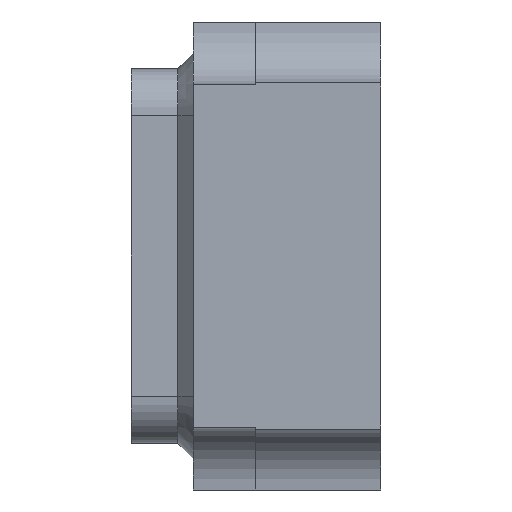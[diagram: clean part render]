
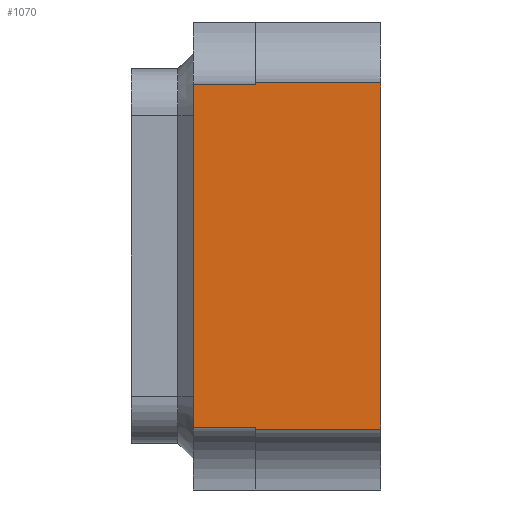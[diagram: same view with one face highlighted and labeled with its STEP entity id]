
A CAD part, left-side view. The second image highlights one B-rep face of the part: STEP entity #1070.
In plain terms, the highlighted planar face has unit normal (-1, 0, 0).
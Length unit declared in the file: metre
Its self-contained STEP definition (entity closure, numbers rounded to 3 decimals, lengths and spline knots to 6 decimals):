
#321=ORIENTED_EDGE('',*,*,#511,.F.);
#322=ORIENTED_EDGE('',*,*,#533,.T.);
#323=ORIENTED_EDGE('',*,*,#526,.T.);
#324=ORIENTED_EDGE('',*,*,#500,.F.);
#325=ORIENTED_EDGE('',*,*,#504,.F.);
#326=ORIENTED_EDGE('',*,*,#529,.T.);
#327=ORIENTED_EDGE('',*,*,#545,.F.);
#328=ORIENTED_EDGE('',*,*,#539,.F.);
#329=ORIENTED_EDGE('',*,*,#546,.T.);
#330=ORIENTED_EDGE('',*,*,#530,.T.);
#331=ORIENTED_EDGE('',*,*,#502,.T.);
#332=ORIENTED_EDGE('',*,*,#489,.F.);
#489=EDGE_CURVE('',#614,#615,#713,.T.);
#500=EDGE_CURVE('',#625,#611,#720,.T.);
#502=EDGE_CURVE('',#627,#615,#722,.T.);
#504=EDGE_CURVE('',#628,#625,#723,.T.);
#511=EDGE_CURVE('',#632,#614,#728,.T.);
#526=EDGE_CURVE('',#640,#611,#740,.T.);
#529=EDGE_CURVE('',#628,#642,#742,.T.);
#530=EDGE_CURVE('',#643,#627,#743,.T.);
#533=EDGE_CURVE('',#632,#640,#745,.T.);
#539=EDGE_CURVE('',#650,#651,#748,.T.);
#545=EDGE_CURVE('',#651,#642,#753,.T.);
#546=EDGE_CURVE('',#650,#643,#754,.T.);
#611=VERTEX_POINT('',#1763);
#614=VERTEX_POINT('',#1768);
#615=VERTEX_POINT('',#1770);
#625=VERTEX_POINT('',#1790);
#627=VERTEX_POINT('',#1796);
#628=VERTEX_POINT('',#1800);
#632=VERTEX_POINT('',#1812);
#640=VERTEX_POINT('',#1842);
#642=VERTEX_POINT('',#1848);
#643=VERTEX_POINT('',#1852);
#650=VERTEX_POINT('',#1869);
#651=VERTEX_POINT('',#1871);
#713=LINE('',#1769,#820);
#720=LINE('',#1791,#827);
#722=LINE('',#1795,#829);
#723=LINE('',#1799,#830);
#728=LINE('',#1813,#835);
#740=LINE('',#1843,#847);
#742=LINE('',#1849,#849);
#743=LINE('',#1851,#850);
#745=LINE('',#1857,#852);
#748=LINE('',#1870,#855);
#753=LINE('',#1880,#860);
#754=LINE('',#1881,#861);
#820=VECTOR('',#1452,1.);
#827=VECTOR('',#1467,1.);
#829=VECTOR('',#1471,1.);
#830=VECTOR('',#1476,1.);
#835=VECTOR('',#1489,1.);
#847=VECTOR('',#1521,1.);
#849=VECTOR('',#1527,1.);
#850=VECTOR('',#1530,1.);
#852=VECTOR('',#1536,1.);
#855=VECTOR('',#1547,1.);
#860=VECTOR('',#1558,1.);
#861=VECTOR('',#1559,1.);
#916=EDGE_LOOP('',(#321,#322,#323,#324,#325,#326,#327,#328,#329,#330,#331,
#332));
#977=FACE_BOUND('',#916,.T.);
#1017=PLANE('',#1259);
#1070=ADVANCED_FACE('',(#977),#1017,.F.);
#1259=AXIS2_PLACEMENT_3D('',#1879,#1556,#1557);
#1452=DIRECTION('',(0.,0.,-1.));
#1467=DIRECTION('',(0.,0.,-1.));
#1471=DIRECTION('',(0.,-1.,0.));
#1476=DIRECTION('',(0.,-1.,0.));
#1489=DIRECTION('',(0.,-1.,0.));
#1521=DIRECTION('',(0.,-1.,0.));
#1527=DIRECTION('',(0.,0.,-1.));
#1530=DIRECTION('',(0.,0.,-1.));
#1536=DIRECTION('',(0.,0.,1.));
#1547=DIRECTION('',(0.,0.,1.));
#1556=DIRECTION('',(1.,0.,0.));
#1557=DIRECTION('',(0.,0.,-1.));
#1558=DIRECTION('',(0.,-1.,0.));
#1559=DIRECTION('',(0.,-1.,0.));
#1763=CARTESIAN_POINT('',(-0.0016,-0.000001,0.000475));
#1768=CARTESIAN_POINT('',(-0.0016,-0.000001,-0.000475));
#1769=CARTESIAN_POINT('',(-0.0016,-0.000001,-0.000475));
#1770=CARTESIAN_POINT('',(-0.0016,-0.000001,-0.000555));
#1790=CARTESIAN_POINT('',(-0.0016,-0.000001,0.000555));
#1791=CARTESIAN_POINT('',(-0.0016,-0.000001,0.000555));
#1795=CARTESIAN_POINT('',(-0.0016,0.0004,-0.000555));
#1796=CARTESIAN_POINT('',(-0.0016,0.0004,-0.000555));
#1799=CARTESIAN_POINT('',(-0.0016,0.0004,0.000555));
#1800=CARTESIAN_POINT('',(-0.0016,0.0004,0.000555));
#1812=CARTESIAN_POINT('',(-0.0016,0.,-0.000475));
#1813=CARTESIAN_POINT('',(-0.0016,0.0004,-0.000475));
#1842=CARTESIAN_POINT('',(-0.0016,0.,0.000475));
#1843=CARTESIAN_POINT('',(-0.0016,0.0004,0.000475));
#1848=CARTESIAN_POINT('',(-0.0016,0.0004,0.00055));
#1849=CARTESIAN_POINT('',(-0.0016,0.0004,0.000555));
#1851=CARTESIAN_POINT('',(-0.0016,0.0004,-0.000475));
#1852=CARTESIAN_POINT('',(-0.0016,0.0004,-0.00055));
#1857=CARTESIAN_POINT('',(-0.0016,0.,-0.00055));
#1869=CARTESIAN_POINT('',(-0.0016,0.0006,-0.00055));
#1870=CARTESIAN_POINT('',(-0.0016,0.0006,-0.00055));
#1871=CARTESIAN_POINT('',(-0.0016,0.0006,0.00055));
#1879=CARTESIAN_POINT('',(-0.0016,0.0006,-0.00055));
#1880=CARTESIAN_POINT('',(-0.0016,0.0006,0.00055));
#1881=CARTESIAN_POINT('',(-0.0016,0.0006,-0.00055));
